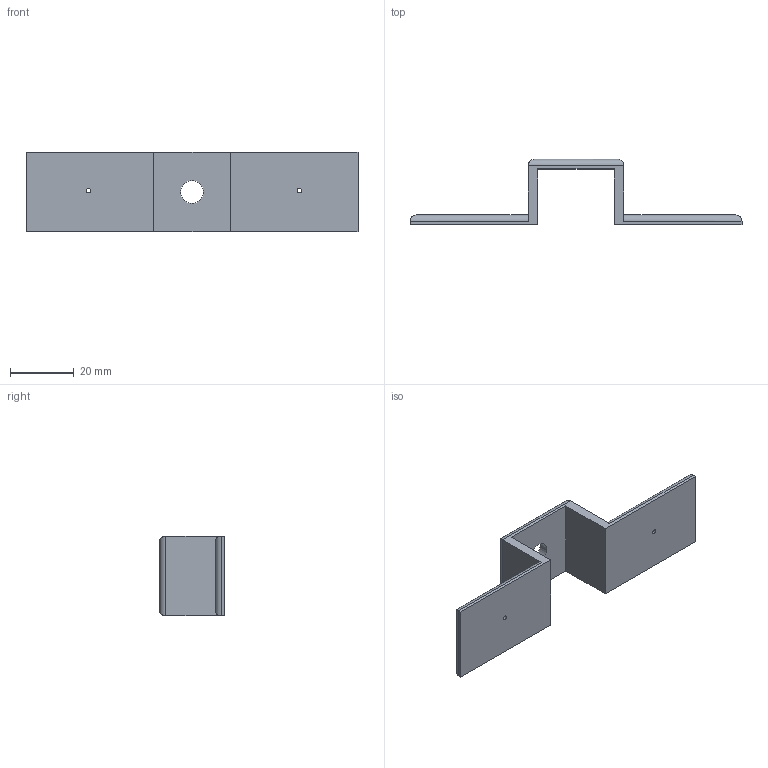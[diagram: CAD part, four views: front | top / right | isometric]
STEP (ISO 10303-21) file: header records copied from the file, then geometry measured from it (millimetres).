
FILE_DESCRIPTION (( 'STEP AP203' ), '1' );
FILE_NAME ('clamp.STEP', '2019-02-19T19:24:50', ( '' ), ( '' ), 'SwSTEP 2.0', 'SolidWorks 2017', '' );
FILE_SCHEMA (( 'CONFIG_CONTROL_DESIGN' ));
Length unit declared in the file: millimetre
Products named in the file (1): clamp
Bounding box: 104 x 20.43 x 25 mm (x, y, z)
Volume: 10011.8 mm3; surface area: 7669.3 mm2
Topology: 1 solids, 1 shells, 40 faces, 96 edges, 60 vertices
Faces by surface type: cylinder 20, plane 16, cone 4
Entity records: 1241 total; most frequent: CARTESIAN_POINT 221, DIRECTION 198, ORIENTED_EDGE 192, EDGE_CURVE 96, AXIS2_PLACEMENT_3D 69, VECTOR 60, VERTEX_POINT 60, LINE 60
